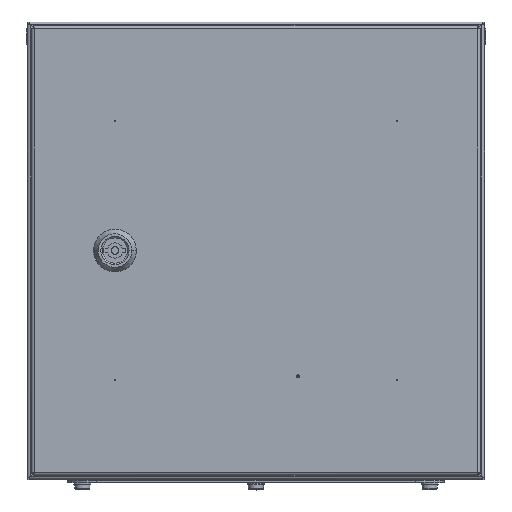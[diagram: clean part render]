
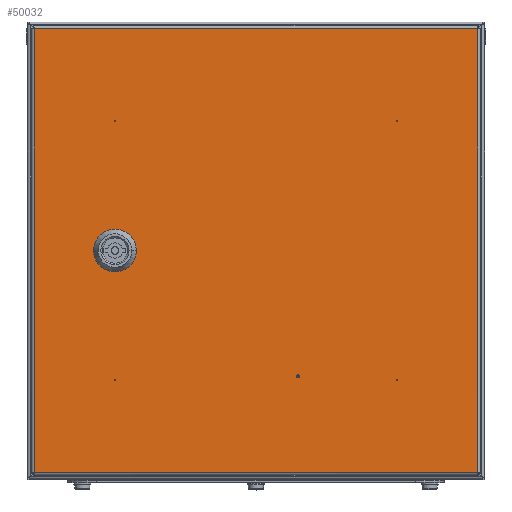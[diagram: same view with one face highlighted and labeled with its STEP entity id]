
A CAD part, top view. The second image highlights one B-rep face of the part: STEP entity #50032.
In plain terms, the highlighted planar face has unit normal (0, 0, 1).
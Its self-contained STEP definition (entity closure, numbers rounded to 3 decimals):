
#308 = CARTESIAN_POINT ( 'NONE',  ( -152.547, 140.005, 199.999 ) ) ;
#971 = VECTOR ( 'NONE', #65553, 1000. ) ;
#1059 = CARTESIAN_POINT ( 'NONE',  ( -152.547, 160.005, 199.999 ) ) ;
#1137 = AXIS2_PLACEMENT_3D ( 'NONE', #65394, #5172, #15477 ) ;
#1292 = EDGE_CURVE ( 'NONE', #17529, #46505, #30596, .T. ) ;
#2182 = EDGE_CURVE ( 'NONE', #16409, #46505, #13144, .T. ) ;
#3202 = CIRCLE ( 'NONE', #1137, 1. ) ;
#3379 = LINE ( 'NONE', #33958, #20245 ) ;
#4219 = FACE_OUTER_BOUND ( 'NONE', #55106, .T. ) ;
#5023 = CARTESIAN_POINT ( 'NONE',  ( -147.547, 160.005, 199.999 ) ) ;
#5172 = DIRECTION ( 'NONE',  ( 0., 0., 1. ) ) ;
#5840 = CARTESIAN_POINT ( 'NONE',  ( -147.547, 145.005, 199.999 ) ) ;
#6861 = VECTOR ( 'NONE', #20579, 1000. ) ;
#7335 = CIRCLE ( 'NONE', #62621, 5. ) ;
#8952 = EDGE_CURVE ( 'NONE', #18634, #9670, #22889, .T. ) ;
#9670 = VERTEX_POINT ( 'NONE', #59727 ) ;
#9782 = AXIS2_PLACEMENT_3D ( 'NONE', #15179, #35475, #36465 ) ;
#11613 = CARTESIAN_POINT ( 'NONE',  ( -137.547, 160.005, 199.999 ) ) ;
#12128 = DIRECTION ( 'NONE',  ( 0., 0., -1. ) ) ;
#13050 = CARTESIAN_POINT ( 'NONE',  ( -195.447, 4.075, 199.999 ) ) ;
#13144 = CIRCLE ( 'NONE', #40131, 5. ) ;
#13448 = EDGE_CURVE ( 'NONE', #18264, #47909, #3379, .T. ) ;
#13511 = DIRECTION ( 'NONE',  ( -1., 0., 0. ) ) ;
#14012 = EDGE_CURVE ( 'NONE', #17529, #57004, #7335, .T. ) ;
#15179 = CARTESIAN_POINT ( 'NONE',  ( -197.547, 297.505, 199.999 ) ) ;
#15477 = DIRECTION ( 'NONE',  ( 1., 0., 0. ) ) ;
#16409 = VERTEX_POINT ( 'NONE', #52353 ) ;
#16977 = LINE ( 'NONE', #1059, #22103 ) ;
#17529 = VERTEX_POINT ( 'NONE', #26073 ) ;
#17708 = DIRECTION ( 'NONE',  ( 0., 0., -1. ) ) ;
#17714 = EDGE_LOOP ( 'NONE', ( #49486, #43447, #25421, #52832, #31068, #32526, #18324, #17946 ) ) ;
#17946 = ORIENTED_EDGE ( 'NONE', *, *, #50839, .T. ) ;
#18264 = VERTEX_POINT ( 'NONE', #18297 ) ;
#18297 = CARTESIAN_POINT ( 'NONE',  ( 95.353, 4.605, 199.999 ) ) ;
#18324 = ORIENTED_EDGE ( 'NONE', *, *, #45914, .F. ) ;
#18634 = VERTEX_POINT ( 'NONE', #28526 ) ;
#20245 = VECTOR ( 'NONE', #54250, 1000. ) ;
#20579 = DIRECTION ( 'NONE',  ( 1., 0., 0. ) ) ;
#20881 = EDGE_CURVE ( 'NONE', #16409, #9670, #45889, .T. ) ;
#21211 = DIRECTION ( 'NONE',  ( 1., 0., 0. ) ) ;
#21532 = CARTESIAN_POINT ( 'NONE',  ( -21.547, 67.505, 199.999 ) ) ;
#22103 = VECTOR ( 'NONE', #57568, 1000. ) ;
#22889 = CIRCLE ( 'NONE', #60113, 5. ) ;
#22964 = EDGE_CURVE ( 'NONE', #49659, #50728, #28670, .T. ) ;
#23107 = LINE ( 'NONE', #64069, #24476 ) ;
#23556 = EDGE_CURVE ( 'NONE', #53669, #65000, #40084, .T. ) ;
#24476 = VECTOR ( 'NONE', #63735, 1000. ) ;
#25421 = ORIENTED_EDGE ( 'NONE', *, *, #20881, .F. ) ;
#25699 = EDGE_CURVE ( 'NONE', #65000, #53669, #3202, .T. ) ;
#26073 = CARTESIAN_POINT ( 'NONE',  ( -152.547, 155.005, 199.999 ) ) ;
#27348 = CARTESIAN_POINT ( 'NONE',  ( -137.547, 145.005, 199.999 ) ) ;
#28526 = CARTESIAN_POINT ( 'NONE',  ( -132.547, 145.005, 199.999 ) ) ;
#28670 = LINE ( 'NONE', #13050, #65543 ) ;
#29474 = FACE_BOUND ( 'NONE', #64716, .T. ) ;
#30596 = LINE ( 'NONE', #60232, #971 ) ;
#30652 = ORIENTED_EDGE ( 'NONE', *, *, #22964, .T. ) ;
#31068 = ORIENTED_EDGE ( 'NONE', *, *, #1292, .F. ) ;
#31233 = DIRECTION ( 'NONE',  ( 1., 0., 0. ) ) ;
#32326 = VERTEX_POINT ( 'NONE', #38652 ) ;
#32526 = ORIENTED_EDGE ( 'NONE', *, *, #14012, .T. ) ;
#32939 = EDGE_CURVE ( 'NONE', #50728, #18264, #55848, .T. ) ;
#33958 = CARTESIAN_POINT ( 'NONE',  ( 95.353, 295.934, 199.999 ) ) ;
#35475 = DIRECTION ( 'NONE',  ( 0., 0., 1. ) ) ;
#35567 = CARTESIAN_POINT ( 'NONE',  ( -195.447, 4.605, 199.999 ) ) ;
#36110 = DIRECTION ( 'NONE',  ( 1., 0., 0. ) ) ;
#36203 = CARTESIAN_POINT ( 'NONE',  ( -147.547, 155.005, 199.999 ) ) ;
#36372 = VECTOR ( 'NONE', #13511, 1000. ) ;
#36465 = DIRECTION ( 'NONE',  ( 1., 0., 0. ) ) ;
#37182 = CARTESIAN_POINT ( 'NONE',  ( -195.447, 295.405, 199.999 ) ) ;
#37199 = DIRECTION ( 'NONE',  ( 0., 0., -1. ) ) ;
#37509 = CARTESIAN_POINT ( 'NONE',  ( -137.547, 155.005, 199.999 ) ) ;
#37560 = ORIENTED_EDGE ( 'NONE', *, *, #49848, .T. ) ;
#37765 = CARTESIAN_POINT ( 'NONE',  ( 95.353, 295.405, 199.999 ) ) ;
#38652 = CARTESIAN_POINT ( 'NONE',  ( -132.547, 155.005, 199.999 ) ) ;
#39071 = ORIENTED_EDGE ( 'NONE', *, *, #23556, .F. ) ;
#39737 = CARTESIAN_POINT ( 'NONE',  ( -152.547, 145.005, 199.999 ) ) ;
#40084 = CIRCLE ( 'NONE', #63445, 1. ) ;
#40131 = AXIS2_PLACEMENT_3D ( 'NONE', #5840, #12128, #36110 ) ;
#40561 = CARTESIAN_POINT ( 'NONE',  ( 95.882, 4.605, 199.999 ) ) ;
#42070 = VERTEX_POINT ( 'NONE', #11613 ) ;
#43447 = ORIENTED_EDGE ( 'NONE', *, *, #8952, .T. ) ;
#43891 = AXIS2_PLACEMENT_3D ( 'NONE', #37509, #37199, #57484 ) ;
#44816 = PLANE ( 'NONE',  #9782 ) ;
#45889 = LINE ( 'NONE', #308, #6861 ) ;
#45914 = EDGE_CURVE ( 'NONE', #42070, #57004, #16977, .T. ) ;
#46045 = CIRCLE ( 'NONE', #43891, 5. ) ;
#46505 = VERTEX_POINT ( 'NONE', #39737 ) ;
#47909 = VERTEX_POINT ( 'NONE', #37765 ) ;
#47990 = EDGE_CURVE ( 'NONE', #18634, #32326, #23107, .T. ) ;
#49000 = DIRECTION ( 'NONE',  ( 0., -1., 0. ) ) ;
#49008 = DIRECTION ( 'NONE',  ( 1., 0., 0. ) ) ;
#49486 = ORIENTED_EDGE ( 'NONE', *, *, #47990, .F. ) ;
#49656 = DIRECTION ( 'NONE',  ( 1., 0., 0. ) ) ;
#49659 = VERTEX_POINT ( 'NONE', #37182 ) ;
#49799 = FACE_BOUND ( 'NONE', #17714, .T. ) ;
#49848 = EDGE_CURVE ( 'NONE', #47909, #49659, #59106, .T. ) ;
#50032 = ADVANCED_FACE ( 'NONE', ( #29474, #49799, #4219 ), #44816, .T. ) ;
#50728 = VERTEX_POINT ( 'NONE', #35567 ) ;
#50839 = EDGE_CURVE ( 'NONE', #42070, #32326, #46045, .T. ) ;
#52353 = CARTESIAN_POINT ( 'NONE',  ( -147.547, 140.005, 199.999 ) ) ;
#52832 = ORIENTED_EDGE ( 'NONE', *, *, #2182, .T. ) ;
#53094 = VECTOR ( 'NONE', #31233, 1000. ) ;
#53669 = VERTEX_POINT ( 'NONE', #21532 ) ;
#53965 = DIRECTION ( 'NONE',  ( 0., 0., 1. ) ) ;
#54250 = DIRECTION ( 'NONE',  ( 0., 1., 0. ) ) ;
#54481 = ORIENTED_EDGE ( 'NONE', *, *, #32939, .T. ) ;
#55106 = EDGE_LOOP ( 'NONE', ( #30652, #54481, #55685, #37560 ) ) ;
#55685 = ORIENTED_EDGE ( 'NONE', *, *, #13448, .T. ) ;
#55848 = LINE ( 'NONE', #40561, #53094 ) ;
#56483 = DIRECTION ( 'NONE',  ( 0., 0., -1. ) ) ;
#57004 = VERTEX_POINT ( 'NONE', #5023 ) ;
#57484 = DIRECTION ( 'NONE',  ( 1., 0., 0. ) ) ;
#57567 = CARTESIAN_POINT ( 'NONE',  ( -23.547, 67.505, 199.999 ) ) ;
#57568 = DIRECTION ( 'NONE',  ( -1., 0., 0. ) ) ;
#57824 = ORIENTED_EDGE ( 'NONE', *, *, #25699, .F. ) ;
#58468 = CARTESIAN_POINT ( 'NONE',  ( -195.977, 295.405, 199.999 ) ) ;
#59106 = LINE ( 'NONE', #58468, #36372 ) ;
#59641 = CARTESIAN_POINT ( 'NONE',  ( -22.547, 67.505, 199.999 ) ) ;
#59727 = CARTESIAN_POINT ( 'NONE',  ( -137.547, 140.005, 199.999 ) ) ;
#60113 = AXIS2_PLACEMENT_3D ( 'NONE', #27348, #17708, #49008 ) ;
#60232 = CARTESIAN_POINT ( 'NONE',  ( -152.547, 140.005, 199.999 ) ) ;
#62621 = AXIS2_PLACEMENT_3D ( 'NONE', #36203, #56483, #21211 ) ;
#63445 = AXIS2_PLACEMENT_3D ( 'NONE', #59641, #53965, #49656 ) ;
#63735 = DIRECTION ( 'NONE',  ( 0., 1., 0. ) ) ;
#64069 = CARTESIAN_POINT ( 'NONE',  ( -132.547, 140.005, 199.999 ) ) ;
#64716 = EDGE_LOOP ( 'NONE', ( #57824, #39071 ) ) ;
#65000 = VERTEX_POINT ( 'NONE', #57567 ) ;
#65394 = CARTESIAN_POINT ( 'NONE',  ( -22.547, 67.505, 199.999 ) ) ;
#65543 = VECTOR ( 'NONE', #49000, 1000. ) ;
#65553 = DIRECTION ( 'NONE',  ( 0., -1., 0. ) ) ;
